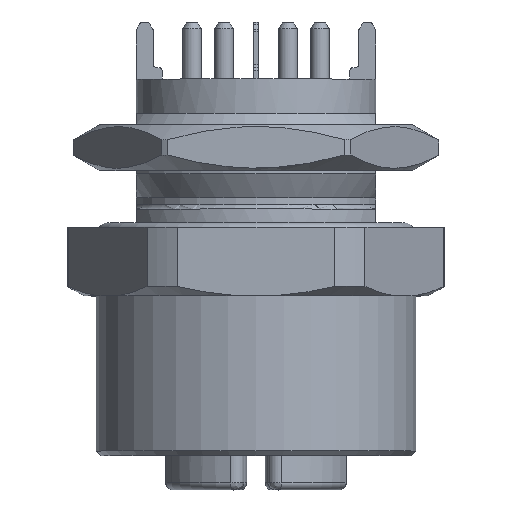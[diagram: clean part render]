
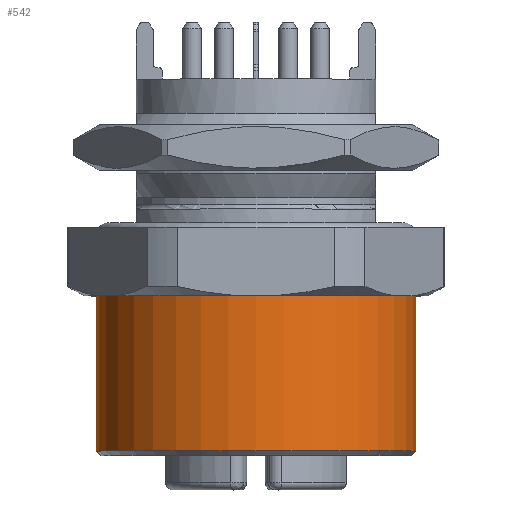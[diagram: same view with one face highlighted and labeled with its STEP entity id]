
A CAD part, top view. The second image highlights one B-rep face of the part: STEP entity #542.
In plain terms, the highlighted cylindrical face has radius 7 mm (diameter 14 mm), a full revolution.
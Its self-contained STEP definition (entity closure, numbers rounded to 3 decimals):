
#107=CYLINDRICAL_SURFACE('',#5579,7.);
#542=ADVANCED_FACE('',(#1834,#1835),#107,.T.);
#1834=FACE_BOUND('',#2015,.T.);
#1835=FACE_BOUND('',#2016,.T.);
#2015=EDGE_LOOP('',(#2606));
#2016=EDGE_LOOP('',(#2607));
#2606=ORIENTED_EDGE('',*,*,#4602,.T.);
#2607=ORIENTED_EDGE('',*,*,#4603,.T.);
#4053=VERTEX_POINT('',#8299);
#4054=VERTEX_POINT('',#8302);
#4602=EDGE_CURVE('',#4053,#4053,#5236,.T.);
#4603=EDGE_CURVE('',#4054,#4054,#5237,.T.);
#5236=CIRCLE('',#5576,7.);
#5237=CIRCLE('',#5578,7.);
#5576=AXIS2_PLACEMENT_3D('',#8298,#6400,#6401);
#5578=AXIS2_PLACEMENT_3D('',#8301,#6404,#6405);
#5579=AXIS2_PLACEMENT_3D('',#8303,#6406,#6407);
#6400=DIRECTION('',(0.,-1.,0.));
#6401=DIRECTION('',(1.,0.,0.));
#6404=DIRECTION('',(0.,1.,0.));
#6405=DIRECTION('',(1.,0.,0.));
#6406=DIRECTION('',(0.,-1.,0.));
#6407=DIRECTION('',(1.,0.,0.));
#8298=CARTESIAN_POINT('',(0.,-10.5,0.));
#8299=CARTESIAN_POINT('',(7.,-10.5,0.));
#8301=CARTESIAN_POINT('',(0.,-17.3,0.));
#8302=CARTESIAN_POINT('',(7.,-17.3,0.));
#8303=CARTESIAN_POINT('',(0.,-0.175,0.));
